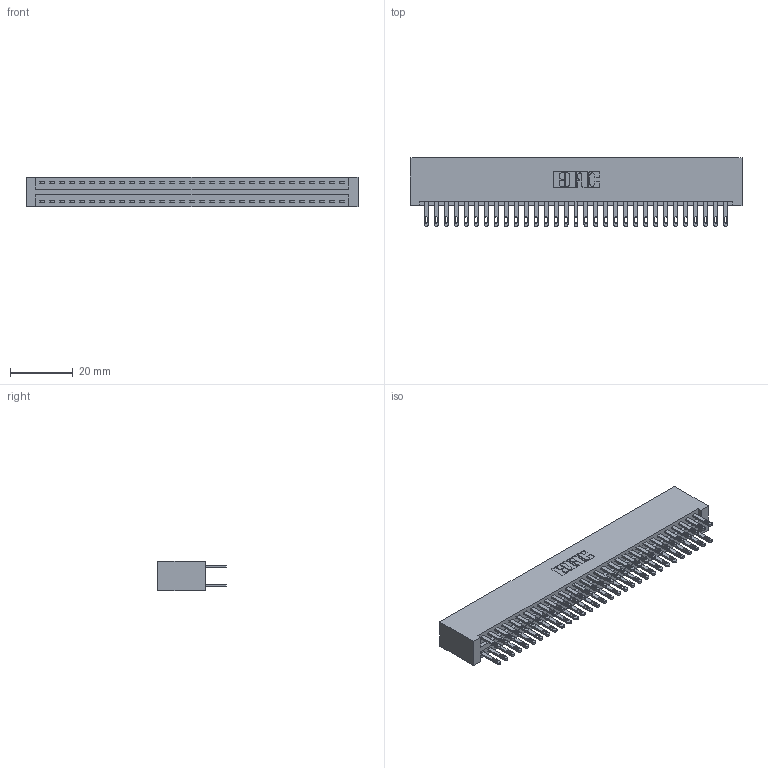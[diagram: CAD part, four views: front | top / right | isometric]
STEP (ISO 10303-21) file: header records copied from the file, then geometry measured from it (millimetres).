
FILE_DESCRIPTION (( 'STEP AP203' ), '1' );
FILE_NAME ('346-062-500-201.STEP', '2018-08-28T06:39:43', ( '' ), ( '' ), 'SwSTEP 2.0', 'SolidWorks 2016', '' );
FILE_SCHEMA (( 'CONFIG_CONTROL_DESIGN' ));
Length unit declared in the file: inch
Products named in the file (3): 346 Part_No Mounting Lugs; 345-292-001_345-293-100; 346-062-500-201
Assembly tree (63 placements, depth 2):
  346-062-500-201
    346 Part_No Mounting Lugs
    345-292-001_345-293-100  x62
Bounding box: 105.66 x 21.84 x 9.4 mm (x, y, z)
Volume: 10980.9 mm3; surface area: 15733.2 mm2
Topology: 63 solids, 63 shells, 3090 faces, 9419 edges, 6278 vertices
Faces by surface type: plane 1870, cylinder 1220
Entity records: 21365 total; most frequent: CARTESIAN_POINT 3532, ORIENTED_EDGE 3466, DIRECTION 3161, EDGE_CURVE 1733, LINE 1481, VECTOR 1481, VERTEX_POINT 1154, AXIS2_PLACEMENT_3D 840
